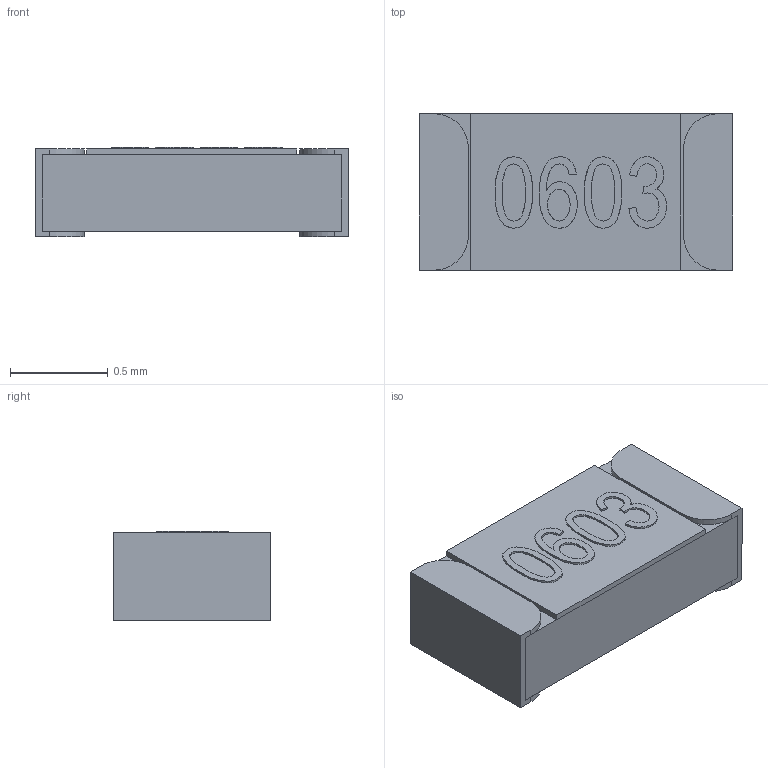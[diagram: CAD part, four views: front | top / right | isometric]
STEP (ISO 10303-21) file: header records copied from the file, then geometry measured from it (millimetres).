
FILE_DESCRIPTION(/* description */ (''),/* implementation_level */ '2;1');
FILE_NAME(/* name */ 'res_0603.stp',/* time_stamp */ '2017-02-09T19:37:57-05:00',/* author */ (''),/* organization */ (''),/* preprocessor_version */ 'ST-DEVELOPER v16.5',/* originating_system */ 'Autodesk Translation Framework v5.2.0.2920',/* authorisation */ '');
FILE_SCHEMA (('AUTOMOTIVE_DESIGN { 1 0 10303 214 3 1 1 }'));
Length unit declared in the file: millimetre
Products named in the file (3): res0603r v3; Component1; Component2
Assembly tree (2 placements, depth 2):
  res0603r v3
    Component1
    Component2
Bounding box: 1.6 x 0.8 x 0.46 mm (x, y, z)
Volume: 0.5 mm3; surface area: 5.1 mm2
Topology: 5 solids, 5 shells, 127 faces, 347 edges, 230 vertices
Faces by surface type: bspline 82, plane 37, cylinder 8
Entity records: 4904 total; most frequent: CARTESIAN_POINT 2103, ORIENTED_EDGE 694, EDGE_CURVE 347, DIRECTION 299, VERTEX_POINT 230, LINE 167, VECTOR 167, B_SPLINE_CURVE_WITH_KNOTS 164
